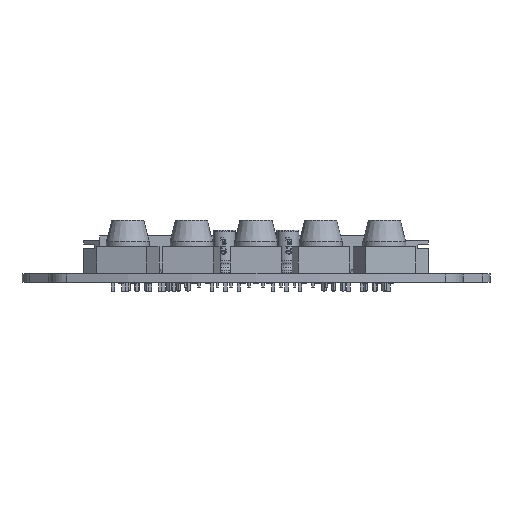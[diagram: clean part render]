
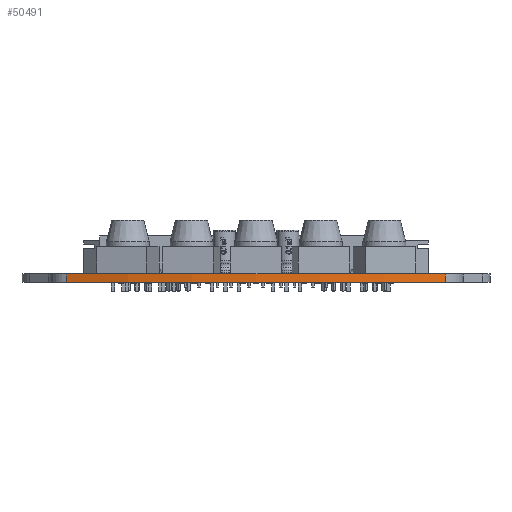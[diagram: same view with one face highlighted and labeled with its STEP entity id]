
A CAD part, front view. The second image highlights one B-rep face of the part: STEP entity #50491.
In plain terms, the highlighted cylindrical face has radius 102.5 mm (diameter 205 mm), a partial arc.
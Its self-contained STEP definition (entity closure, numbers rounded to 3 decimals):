
#43675 = PLANE('',#43676);
#43676 = AXIS2_PLACEMENT_3D('',#43677,#43678,#43679);
#43677 = CARTESIAN_POINT('',(0.,-71.309,1.6));
#43678 = DIRECTION('',(0.,0.,1.));
#43679 = DIRECTION('',(1.,0.,-0.));
#43730 = PLANE('',#43731);
#43731 = AXIS2_PLACEMENT_3D('',#43732,#43733,#43734);
#43732 = CARTESIAN_POINT('',(0.,-71.309,0.));
#43733 = DIRECTION('',(0.,0.,1.));
#43734 = DIRECTION('',(1.,0.,-0.));
#44067 = VERTEX_POINT('',#44068);
#44068 = CARTESIAN_POINT('',(-35.281,-96.237,0.));
#44083 = CYLINDRICAL_SURFACE('',#44084,5.);
#44084 = AXIS2_PLACEMENT_3D('',#44085,#44086,#44087);
#44085 = CARTESIAN_POINT('',(-33.56,-91.543,0.));
#44086 = DIRECTION('',(-0.,-0.,-1.));
#44087 = DIRECTION('',(1.,0.,-0.));
#44095 = EDGE_CURVE('',#44067,#44096,#44098,.T.);
#44096 = VERTEX_POINT('',#44097);
#44097 = CARTESIAN_POINT('',(35.281,-96.237,0.));
#44098 = SURFACE_CURVE('',#44099,(#44104,#44111),.PCURVE_S1.);
#44099 = CIRCLE('',#44100,102.5);
#44100 = AXIS2_PLACEMENT_3D('',#44101,#44102,#44103);
#44101 = CARTESIAN_POINT('',(0.,0.,0.));
#44102 = DIRECTION('',(0.,0.,1.));
#44103 = DIRECTION('',(1.,0.,-0.));
#44104 = PCURVE('',#43730,#44105);
#44105 = DEFINITIONAL_REPRESENTATION('',(#44106),#44110);
#44106 = CIRCLE('',#44107,102.5);
#44107 = AXIS2_PLACEMENT_2D('',#44108,#44109);
#44108 = CARTESIAN_POINT('',(0.,71.309));
#44109 = DIRECTION('',(1.,0.));
#44110 = ( GEOMETRIC_REPRESENTATION_CONTEXT(2) 
PARAMETRIC_REPRESENTATION_CONTEXT() REPRESENTATION_CONTEXT('2D SPACE',''
  ) );
#44111 = PCURVE('',#44112,#44117);
#44112 = CYLINDRICAL_SURFACE('',#44113,102.5);
#44113 = AXIS2_PLACEMENT_3D('',#44114,#44115,#44116);
#44114 = CARTESIAN_POINT('',(0.,0.,0.));
#44115 = DIRECTION('',(-0.,-0.,-1.));
#44116 = DIRECTION('',(1.,0.,-0.));
#44117 = DEFINITIONAL_REPRESENTATION('',(#44118),#44122);
#44118 = LINE('',#44119,#44120);
#44119 = CARTESIAN_POINT('',(-0.,0.));
#44120 = VECTOR('',#44121,1.);
#44121 = DIRECTION('',(-1.,0.));
#44122 = ( GEOMETRIC_REPRESENTATION_CONTEXT(2) 
PARAMETRIC_REPRESENTATION_CONTEXT() REPRESENTATION_CONTEXT('2D SPACE',''
  ) );
#44141 = CYLINDRICAL_SURFACE('',#44142,5.);
#44142 = AXIS2_PLACEMENT_3D('',#44143,#44144,#44145);
#44143 = CARTESIAN_POINT('',(33.56,-91.543,0.));
#44144 = DIRECTION('',(-0.,-0.,-1.));
#44145 = DIRECTION('',(1.,0.,-0.));
#47410 = VERTEX_POINT('',#47411);
#47411 = CARTESIAN_POINT('',(-35.281,-96.237,1.6));
#47433 = EDGE_CURVE('',#47410,#47434,#47436,.T.);
#47434 = VERTEX_POINT('',#47435);
#47435 = CARTESIAN_POINT('',(35.281,-96.237,1.6));
#47436 = SURFACE_CURVE('',#47437,(#47442,#47449),.PCURVE_S1.);
#47437 = CIRCLE('',#47438,102.5);
#47438 = AXIS2_PLACEMENT_3D('',#47439,#47440,#47441);
#47439 = CARTESIAN_POINT('',(0.,0.,1.6));
#47440 = DIRECTION('',(0.,0.,1.));
#47441 = DIRECTION('',(1.,0.,-0.));
#47442 = PCURVE('',#43675,#47443);
#47443 = DEFINITIONAL_REPRESENTATION('',(#47444),#47448);
#47444 = CIRCLE('',#47445,102.5);
#47445 = AXIS2_PLACEMENT_2D('',#47446,#47447);
#47446 = CARTESIAN_POINT('',(0.,71.309));
#47447 = DIRECTION('',(1.,0.));
#47448 = ( GEOMETRIC_REPRESENTATION_CONTEXT(2) 
PARAMETRIC_REPRESENTATION_CONTEXT() REPRESENTATION_CONTEXT('2D SPACE',''
  ) );
#47449 = PCURVE('',#44112,#47450);
#47450 = DEFINITIONAL_REPRESENTATION('',(#47451),#47455);
#47451 = LINE('',#47452,#47453);
#47452 = CARTESIAN_POINT('',(-0.,-1.6));
#47453 = VECTOR('',#47454,1.);
#47454 = DIRECTION('',(-1.,0.));
#47455 = ( GEOMETRIC_REPRESENTATION_CONTEXT(2) 
PARAMETRIC_REPRESENTATION_CONTEXT() REPRESENTATION_CONTEXT('2D SPACE',''
  ) );
#50443 = EDGE_CURVE('',#44067,#47410,#50444,.T.);
#50444 = SURFACE_CURVE('',#50445,(#50449,#50456),.PCURVE_S1.);
#50445 = LINE('',#50446,#50447);
#50446 = CARTESIAN_POINT('',(-35.281,-96.237,0.));
#50447 = VECTOR('',#50448,1.);
#50448 = DIRECTION('',(0.,0.,1.));
#50449 = PCURVE('',#44083,#50450);
#50450 = DEFINITIONAL_REPRESENTATION('',(#50451),#50455);
#50451 = LINE('',#50452,#50453);
#50452 = CARTESIAN_POINT('',(-4.361,0.));
#50453 = VECTOR('',#50454,1.);
#50454 = DIRECTION('',(-0.,-1.));
#50455 = ( GEOMETRIC_REPRESENTATION_CONTEXT(2) 
PARAMETRIC_REPRESENTATION_CONTEXT() REPRESENTATION_CONTEXT('2D SPACE',''
  ) );
#50456 = PCURVE('',#44112,#50457);
#50457 = DEFINITIONAL_REPRESENTATION('',(#50458),#50462);
#50458 = LINE('',#50459,#50460);
#50459 = CARTESIAN_POINT('',(-4.361,0.));
#50460 = VECTOR('',#50461,1.);
#50461 = DIRECTION('',(-0.,-1.));
#50462 = ( GEOMETRIC_REPRESENTATION_CONTEXT(2) 
PARAMETRIC_REPRESENTATION_CONTEXT() REPRESENTATION_CONTEXT('2D SPACE',''
  ) );
#50491 = ADVANCED_FACE('',(#50492),#44112,.T.);
#50492 = FACE_BOUND('',#50493,.F.);
#50493 = EDGE_LOOP('',(#50494,#50495,#50496,#50517));
#50494 = ORIENTED_EDGE('',*,*,#50443,.T.);
#50495 = ORIENTED_EDGE('',*,*,#47433,.T.);
#50496 = ORIENTED_EDGE('',*,*,#50497,.F.);
#50497 = EDGE_CURVE('',#44096,#47434,#50498,.T.);
#50498 = SURFACE_CURVE('',#50499,(#50503,#50510),.PCURVE_S1.);
#50499 = LINE('',#50500,#50501);
#50500 = CARTESIAN_POINT('',(35.281,-96.237,0.));
#50501 = VECTOR('',#50502,1.);
#50502 = DIRECTION('',(0.,0.,1.));
#50503 = PCURVE('',#44112,#50504);
#50504 = DEFINITIONAL_REPRESENTATION('',(#50505),#50509);
#50505 = LINE('',#50506,#50507);
#50506 = CARTESIAN_POINT('',(-5.064,0.));
#50507 = VECTOR('',#50508,1.);
#50508 = DIRECTION('',(-0.,-1.));
#50509 = ( GEOMETRIC_REPRESENTATION_CONTEXT(2) 
PARAMETRIC_REPRESENTATION_CONTEXT() REPRESENTATION_CONTEXT('2D SPACE',''
  ) );
#50510 = PCURVE('',#44141,#50511);
#50511 = DEFINITIONAL_REPRESENTATION('',(#50512),#50516);
#50512 = LINE('',#50513,#50514);
#50513 = CARTESIAN_POINT('',(-5.064,0.));
#50514 = VECTOR('',#50515,1.);
#50515 = DIRECTION('',(-0.,-1.));
#50516 = ( GEOMETRIC_REPRESENTATION_CONTEXT(2) 
PARAMETRIC_REPRESENTATION_CONTEXT() REPRESENTATION_CONTEXT('2D SPACE',''
  ) );
#50517 = ORIENTED_EDGE('',*,*,#44095,.F.);
